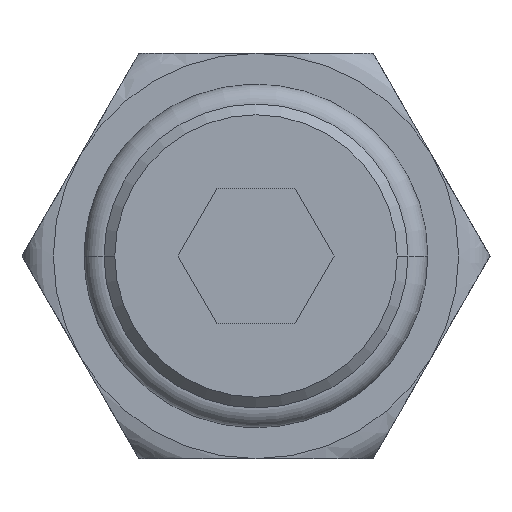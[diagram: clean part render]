
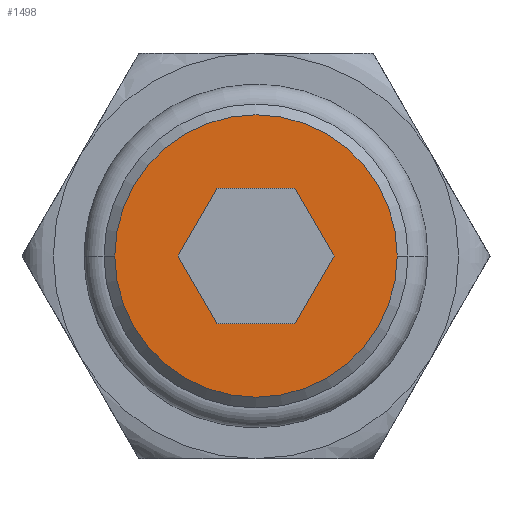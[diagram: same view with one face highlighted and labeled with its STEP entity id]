
A CAD part, front view. The second image highlights one B-rep face of the part: STEP entity #1498.
In plain terms, the highlighted planar face has unit normal (0, -1, 0).
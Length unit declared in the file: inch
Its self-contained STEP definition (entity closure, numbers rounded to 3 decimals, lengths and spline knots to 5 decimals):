
#439=CARTESIAN_POINT('',(0.,-0.449,0.));
#440=DIRECTION('',(0.,-1.,0.));
#441=DIRECTION('',(1.,0.,0.));
#442=AXIS2_PLACEMENT_3D('',#439,#440,#441);
#453=CARTESIAN_POINT('',(0.,-0.449,0.));
#454=DIRECTION('',(0.,1.,0.));
#455=DIRECTION('',(1.,0.,0.));
#456=AXIS2_PLACEMENT_3D('',#453,#454,#455);
#462=DIRECTION('',(-0.5,0.,-0.866));
#463=VECTOR('',#462,0.14434);
#464=CARTESIAN_POINT('',(-0.07217,-0.449,0.125));
#465=LINE('',#464,#463);
#466=DIRECTION('',(0.5,0.,-0.866));
#467=VECTOR('',#466,0.14434);
#468=CARTESIAN_POINT('',(-0.14434,-0.449,0.));
#469=LINE('',#468,#467);
#470=DIRECTION('',(1.,0.,0.));
#471=VECTOR('',#470,0.14434);
#472=CARTESIAN_POINT('',(-0.07217,-0.449,-0.125));
#473=LINE('',#472,#471);
#474=DIRECTION('',(0.5,0.,0.866));
#475=VECTOR('',#474,0.14434);
#476=CARTESIAN_POINT('',(0.07217,-0.449,-0.125));
#477=LINE('',#476,#475);
#478=DIRECTION('',(-0.5,0.,0.866));
#479=VECTOR('',#478,0.14434);
#480=CARTESIAN_POINT('',(0.14434,-0.449,0.));
#481=LINE('',#480,#479);
#482=DIRECTION('',(-1.,0.,0.));
#483=VECTOR('',#482,0.14434);
#484=CARTESIAN_POINT('',(0.07217,-0.449,0.125));
#485=LINE('',#484,#483);
#1004=CARTESIAN_POINT('',(0.26125,-0.449,0.));
#1005=CARTESIAN_POINT('',(-0.26125,-0.449,0.));
#1006=VERTEX_POINT('',#1004);
#1007=VERTEX_POINT('',#1005);
#1024=CARTESIAN_POINT('',(-0.07217,-0.449,0.125));
#1025=CARTESIAN_POINT('',(-0.14434,-0.449,0.));
#1026=VERTEX_POINT('',#1024);
#1027=VERTEX_POINT('',#1025);
#1028=CARTESIAN_POINT('',(-0.07217,-0.449,-0.125));
#1029=VERTEX_POINT('',#1028);
#1030=CARTESIAN_POINT('',(0.07217,-0.449,-0.125));
#1031=VERTEX_POINT('',#1030);
#1032=CARTESIAN_POINT('',(0.14434,-0.449,0.));
#1033=VERTEX_POINT('',#1032);
#1034=CARTESIAN_POINT('',(0.07217,-0.449,0.125));
#1035=VERTEX_POINT('',#1034);
#1475=CARTESIAN_POINT('',(0.,-0.449,0.));
#1476=DIRECTION('',(0.,-1.,0.));
#1477=DIRECTION('',(-1.,0.,0.));
#1478=AXIS2_PLACEMENT_3D('',#1475,#1476,#1477);
#1479=PLANE('',#1478);
#1480=ORIENTED_EDGE('',*,*,#1469,.T.);
#1481=ORIENTED_EDGE('',*,*,#1455,.F.);
#1482=EDGE_LOOP('',(#1480,#1481));
#1483=FACE_OUTER_BOUND('',#1482,.F.);
#1485=ORIENTED_EDGE('',*,*,#1484,.T.);
#1487=ORIENTED_EDGE('',*,*,#1486,.T.);
#1489=ORIENTED_EDGE('',*,*,#1488,.T.);
#1491=ORIENTED_EDGE('',*,*,#1490,.T.);
#1493=ORIENTED_EDGE('',*,*,#1492,.T.);
#1495=ORIENTED_EDGE('',*,*,#1494,.T.);
#1496=EDGE_LOOP('',(#1485,#1487,#1489,#1491,#1493,#1495));
#1497=FACE_BOUND('',#1496,.F.);
#1498=ADVANCED_FACE('',(#1483,#1497),#1479,.T.);
#443=CIRCLE('',#442,0.26125);
#457=CIRCLE('',#456,0.26125);
#1455=EDGE_CURVE('',#1006,#1007,#443,.T.);
#1469=EDGE_CURVE('',#1006,#1007,#457,.T.);
#1484=EDGE_CURVE('',#1026,#1027,#465,.T.);
#1486=EDGE_CURVE('',#1027,#1029,#469,.T.);
#1488=EDGE_CURVE('',#1029,#1031,#473,.T.);
#1490=EDGE_CURVE('',#1031,#1033,#477,.T.);
#1492=EDGE_CURVE('',#1033,#1035,#481,.T.);
#1494=EDGE_CURVE('',#1035,#1026,#485,.T.);
